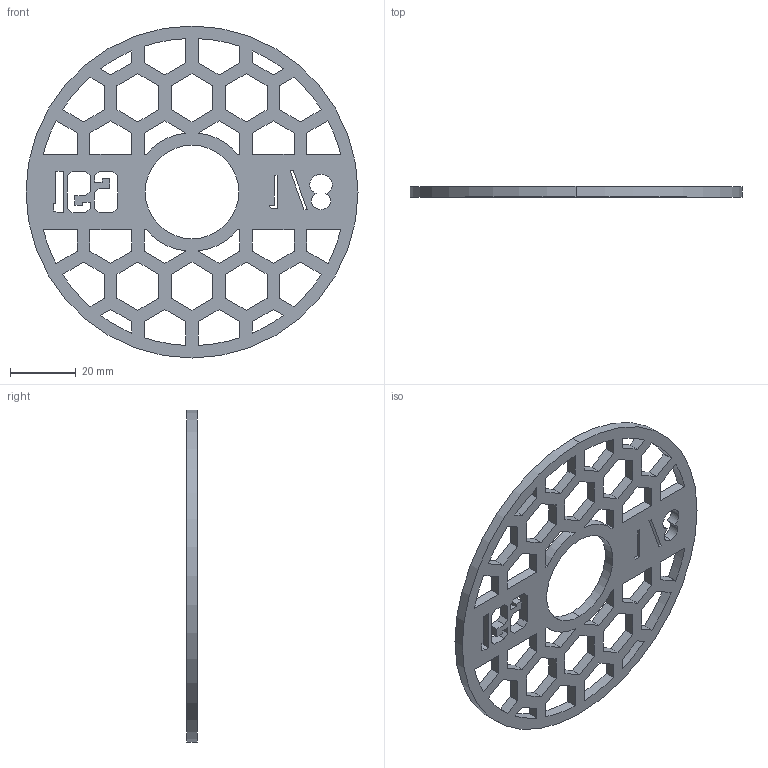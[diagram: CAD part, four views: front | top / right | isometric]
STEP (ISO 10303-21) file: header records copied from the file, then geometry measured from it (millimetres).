
FILE_DESCRIPTION (( 'STEP AP214' ), '1' );
FILE_NAME ('4in_Spacer_0.125.STEP', '2021-05-01T21:52:14', ( '' ), ( '' ), 'SwSTEP 2.0', 'SolidWorks 2019', '' );
FILE_SCHEMA (( 'AUTOMOTIVE_DESIGN' ));
Length unit declared in the file: inch
Products named in the file (1): 4in_Spacer_0.125
Bounding box: 101.09 x 3.17 x 101.09 mm (x, y, z)
Volume: 13867.3 mm3; surface area: 14288.4 mm2
Topology: 1 solids, 1 shells, 224 faces, 666 edges, 444 vertices
Faces by surface type: plane 191, cylinder 24, bspline 9
Entity records: 8020 total; most frequent: CARTESIAN_POINT 1832, ORIENTED_EDGE 1332, DIRECTION 1128, EDGE_CURVE 666, VECTOR 600, LINE 600, VERTEX_POINT 444, EDGE_LOOP 298
